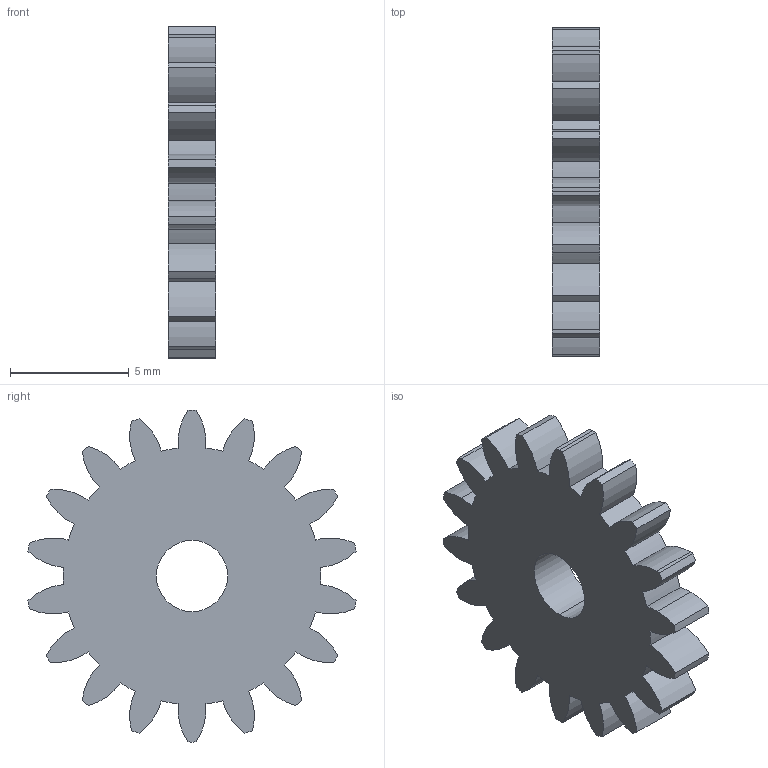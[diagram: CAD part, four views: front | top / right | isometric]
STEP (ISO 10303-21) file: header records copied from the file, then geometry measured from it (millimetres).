
FILE_DESCRIPTION (( 'STEP AP203' ), '1' );
FILE_NAME ('29_Spur gear 0.7M 18T 20PA 2FW ---S18A75H50L3N.STEP', '2024-02-12T15:11:45', ( '' ), ( '' ), 'SwSTEP 2.0', 'SolidWorks 2023', '' );
FILE_SCHEMA (( 'CONFIG_CONTROL_DESIGN' ));
Length unit declared in the file: millimetre
Products named in the file (1): 29_Spur gear 0.7M 18T 20PA 2FW ---S18A75H50L3N
Bounding box: 2 x 13.84 x 14 mm (x, y, z)
Volume: 224.9 mm3; surface area: 403.6 mm2
Topology: 1 solids, 1 shells, 81 faces, 237 edges, 158 vertices
Faces by surface type: cylinder 79, plane 2
Entity records: 2870 total; most frequent: DIRECTION 559, CARTESIAN_POINT 477, ORIENTED_EDGE 474, AXIS2_PLACEMENT_3D 240, EDGE_CURVE 237, VERTEX_POINT 158, CIRCLE 158, EDGE_LOOP 83
